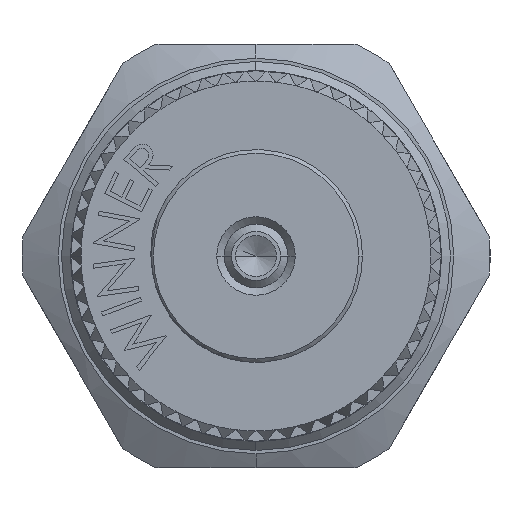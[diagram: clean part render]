
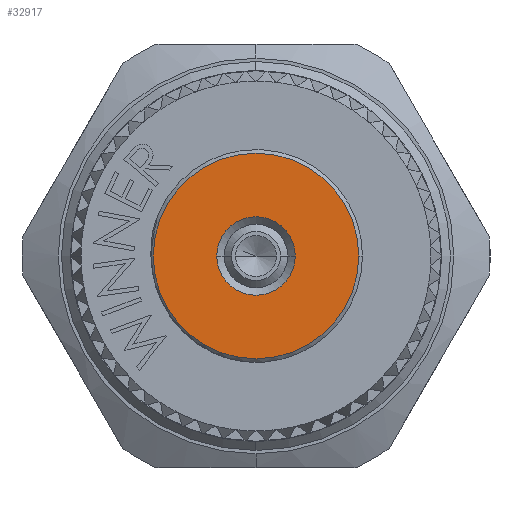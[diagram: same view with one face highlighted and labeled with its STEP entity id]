
A CAD part, left-side view. The second image highlights one B-rep face of the part: STEP entity #32917.
In plain terms, the highlighted planar face has unit normal (-1, 0, 0).
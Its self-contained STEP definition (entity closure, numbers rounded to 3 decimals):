
#1028 = VERTEX_POINT ( 'NONE', #17146 ) ;
#2421 = VERTEX_POINT ( 'NONE', #35789 ) ;
#4400 = CIRCLE ( 'NONE', #24769, 2.65 ) ;
#7909 = EDGE_CURVE ( 'NONE', #1028, #22531, #25872, .T. ) ;
#8339 = CARTESIAN_POINT ( 'NONE',  ( -85., 0., 0. ) ) ;
#8694 = CARTESIAN_POINT ( 'NONE',  ( -85., 0., 0. ) ) ;
#9722 = DIRECTION ( 'NONE',  ( 0., 1., 0. ) ) ;
#13693 = EDGE_CURVE ( 'NONE', #37021, #2421, #4400, .T. ) ;
#14124 = ORIENTED_EDGE ( 'NONE', *, *, #7909, .T. ) ;
#14949 = EDGE_CURVE ( 'NONE', #22531, #1028, #29348, .T. ) ;
#15285 = DIRECTION ( 'NONE',  ( -1., 0., 0. ) ) ;
#16357 = AXIS2_PLACEMENT_3D ( 'NONE', #24279, #27291, #35566 ) ;
#17146 = CARTESIAN_POINT ( 'NONE',  ( -85., -6.935, 0. ) ) ;
#20106 = DIRECTION ( 'NONE',  ( 0., 1., 0. ) ) ;
#20523 = ORIENTED_EDGE ( 'NONE', *, *, #14949, .T. ) ;
#20720 = ORIENTED_EDGE ( 'NONE', *, *, #34947, .F. ) ;
#22478 = CARTESIAN_POINT ( 'NONE',  ( -85., 6.935, 0. ) ) ;
#22531 = VERTEX_POINT ( 'NONE', #22478 ) ;
#22959 = FACE_BOUND ( 'NONE', #27544, .T. ) ;
#23418 = DIRECTION ( 'NONE',  ( 0., 1., 0. ) ) ;
#23823 = AXIS2_PLACEMENT_3D ( 'NONE', #33007, #15285, #26819 ) ;
#24279 = CARTESIAN_POINT ( 'NONE',  ( -85., 0., 0. ) ) ;
#24769 = AXIS2_PLACEMENT_3D ( 'NONE', #8339, #28623, #20106 ) ;
#25872 = CIRCLE ( 'NONE', #30318, 6.935 ) ;
#26819 = DIRECTION ( 'NONE',  ( 0., 1., 0. ) ) ;
#27077 = DIRECTION ( 'NONE',  ( -1., 0., 0. ) ) ;
#27291 = DIRECTION ( 'NONE',  ( 1., 0., 0. ) ) ;
#27455 = CARTESIAN_POINT ( 'NONE',  ( -85., 0., 0. ) ) ;
#27544 = EDGE_LOOP ( 'NONE', ( #20720, #32786 ) ) ;
#28623 = DIRECTION ( 'NONE',  ( -1., 0., 0. ) ) ;
#29348 = CIRCLE ( 'NONE', #29742, 6.935 ) ;
#29742 = AXIS2_PLACEMENT_3D ( 'NONE', #27455, #27077, #9722 ) ;
#30318 = AXIS2_PLACEMENT_3D ( 'NONE', #8694, #32345, #23418 ) ;
#32206 = FACE_OUTER_BOUND ( 'NONE', #37333, .T. ) ;
#32345 = DIRECTION ( 'NONE',  ( -1., 0., 0. ) ) ;
#32786 = ORIENTED_EDGE ( 'NONE', *, *, #13693, .F. ) ;
#32917 = ADVANCED_FACE ( 'NONE', ( #32206, #22959 ), #36097, .F. ) ;
#33007 = CARTESIAN_POINT ( 'NONE',  ( -85., 0., 0. ) ) ;
#34159 = CARTESIAN_POINT ( 'NONE',  ( -85., -2.65, 0. ) ) ;
#34947 = EDGE_CURVE ( 'NONE', #2421, #37021, #37689, .T. ) ;
#35566 = DIRECTION ( 'NONE',  ( 0., -1., 0. ) ) ;
#35789 = CARTESIAN_POINT ( 'NONE',  ( -85., 2.65, 0. ) ) ;
#36097 = PLANE ( 'NONE',  #16357 ) ;
#37021 = VERTEX_POINT ( 'NONE', #34159 ) ;
#37333 = EDGE_LOOP ( 'NONE', ( #14124, #20523 ) ) ;
#37689 = CIRCLE ( 'NONE', #23823, 2.65 ) ;
